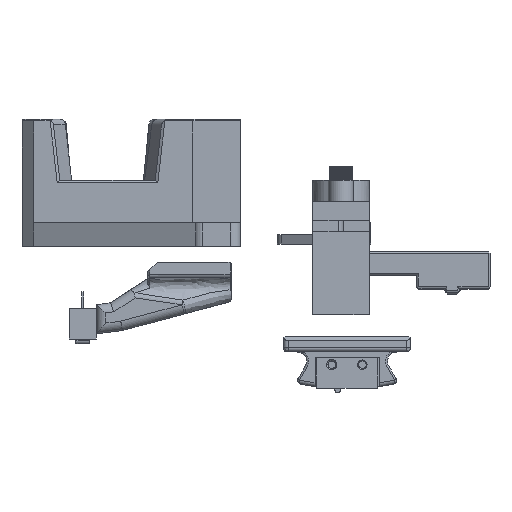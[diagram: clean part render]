
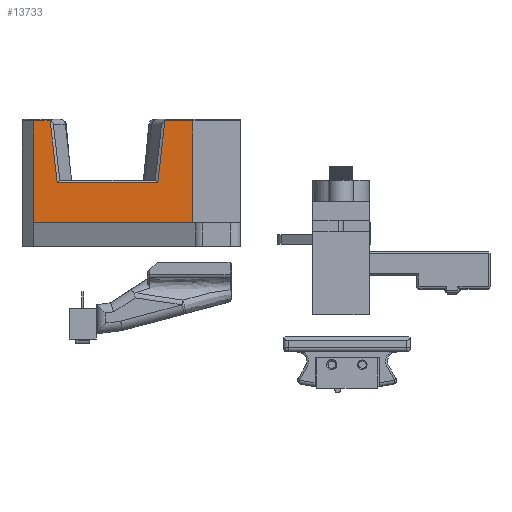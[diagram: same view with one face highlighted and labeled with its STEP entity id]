
A CAD part, front view. The second image highlights one B-rep face of the part: STEP entity #13733.
In plain terms, the highlighted planar face has unit normal (0, -1, 0).
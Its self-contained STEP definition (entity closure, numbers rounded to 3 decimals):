
#762=PLANE('',#14624);
#1274=FACE_OUTER_BOUND('',#2062,.T.);
#2062=EDGE_LOOP('',(#9738,#9739,#9740,#9741,#9742,#9743,#9744,#9745));
#2877=LINE('',#20114,#4198);
#2881=LINE('',#20121,#4202);
#2894=LINE('',#20998,#4215);
#2902=LINE('',#21020,#4223);
#2909=LINE('',#21034,#4230);
#2911=LINE('',#21037,#4232);
#2930=LINE('',#21086,#4251);
#2932=LINE('',#21089,#4253);
#4198=VECTOR('',#16035,10.);
#4202=VECTOR('',#16041,10.);
#4215=VECTOR('',#16068,10.);
#4223=VECTOR('',#16088,10.);
#4230=VECTOR('',#16101,10.);
#4232=VECTOR('',#16105,10.);
#4251=VECTOR('',#16152,10.);
#4253=VECTOR('',#16156,10.);
#5922=VERTEX_POINT('',#19534);
#6023=VERTEX_POINT('',#20111);
#6024=VERTEX_POINT('',#20113);
#6026=VERTEX_POINT('',#20119);
#6047=VERTEX_POINT('',#20995);
#6048=VERTEX_POINT('',#20997);
#6056=VERTEX_POINT('',#21019);
#6060=VERTEX_POINT('',#21033);
#7395=EDGE_CURVE('',#6024,#6023,#2877,.T.);
#7399=EDGE_CURVE('',#6023,#6026,#2881,.T.);
#7428=EDGE_CURVE('',#6048,#6047,#2894,.T.);
#7439=EDGE_CURVE('',#6056,#6048,#2902,.T.);
#7446=EDGE_CURVE('',#6060,#6024,#2909,.T.);
#7448=EDGE_CURVE('',#5922,#6060,#2911,.T.);
#7473=EDGE_CURVE('',#6047,#5922,#2930,.T.);
#7475=EDGE_CURVE('',#6026,#6056,#2932,.T.);
#9738=ORIENTED_EDGE('',*,*,#7448,.T.);
#9739=ORIENTED_EDGE('',*,*,#7446,.T.);
#9740=ORIENTED_EDGE('',*,*,#7395,.T.);
#9741=ORIENTED_EDGE('',*,*,#7399,.T.);
#9742=ORIENTED_EDGE('',*,*,#7475,.T.);
#9743=ORIENTED_EDGE('',*,*,#7439,.T.);
#9744=ORIENTED_EDGE('',*,*,#7428,.T.);
#9745=ORIENTED_EDGE('',*,*,#7473,.T.);
#13733=ADVANCED_FACE('',(#1274),#762,.F.);
#14624=AXIS2_PLACEMENT_3D('',#21088,#16154,#16155);
#16035=DIRECTION('',(-1.,0.,0.));
#16041=DIRECTION('',(-0.115,0.,-0.993));
#16068=DIRECTION('',(-1.,0.,0.));
#16088=DIRECTION('',(-0.115,0.,0.993));
#16101=DIRECTION('',(0.,0.,1.));
#16105=DIRECTION('',(1.,0.,0.));
#16152=DIRECTION('',(0.,0.,-1.));
#16154=DIRECTION('center_axis',(0.,1.,0.));
#16155=DIRECTION('ref_axis',(-1.,0.,0.));
#16156=DIRECTION('',(-1.,0.,0.));
#19534=CARTESIAN_POINT('',(104.272,143.2,11.116));
#20111=CARTESIAN_POINT('',(132.071,143.2,32.716));
#20113=CARTESIAN_POINT('',(138.027,143.2,32.716));
#20114=CARTESIAN_POINT('',(128.964,143.2,32.716));
#20119=CARTESIAN_POINT('',(130.564,143.2,19.716));
#20121=CARTESIAN_POINT('',(130.314,143.2,17.556));
#20995=CARTESIAN_POINT('',(104.272,143.2,32.716));
#20997=CARTESIAN_POINT('',(107.729,143.2,32.716));
#20998=CARTESIAN_POINT('',(128.964,143.2,32.716));
#21019=CARTESIAN_POINT('',(109.235,143.2,19.716));
#21020=CARTESIAN_POINT('',(109.235,143.2,19.716));
#21033=CARTESIAN_POINT('',(138.027,143.2,11.116));
#21034=CARTESIAN_POINT('',(138.027,143.2,15.116));
#21037=CARTESIAN_POINT('',(131.464,143.2,11.116));
#21086=CARTESIAN_POINT('',(104.272,143.2,17.116));
#21088=CARTESIAN_POINT('Origin',(138.027,143.2,14.116));
#21089=CARTESIAN_POINT('',(128.964,143.2,19.716));
